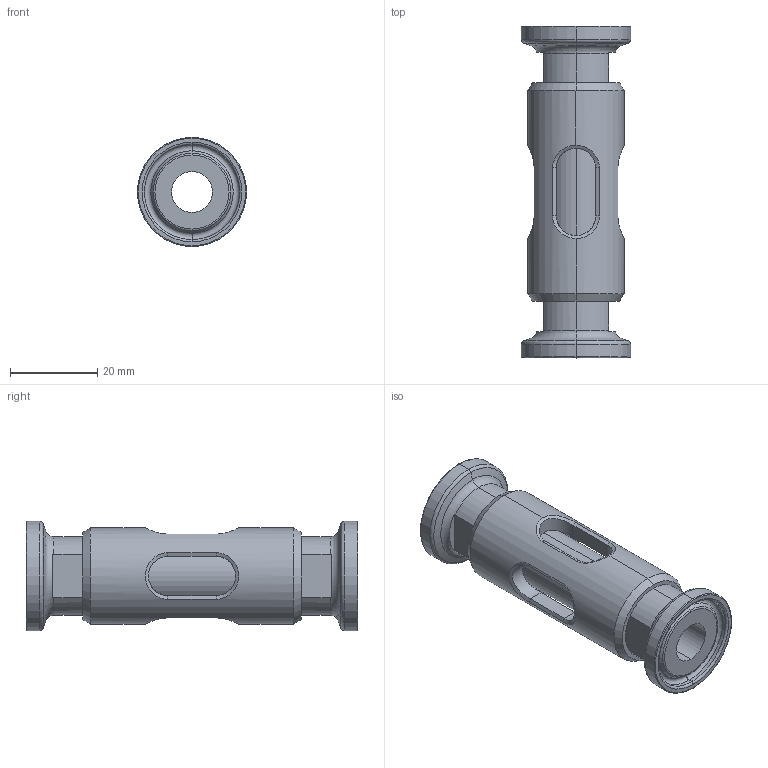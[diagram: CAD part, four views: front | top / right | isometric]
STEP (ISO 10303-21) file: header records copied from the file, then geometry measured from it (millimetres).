
FILE_DESCRIPTION (( 'STEP AP214' ), '1' );
FILE_NAME ('SG.SV.050.STEP', '2020-03-30T10:24:17', ( '' ), ( '' ), 'SwSTEP 2.0', 'SolidWorks 2019', '' );
FILE_SCHEMA (( 'AUTOMOTIVE_DESIGN' ));
Length unit declared in the file: millimetre
Products named in the file (1): SG.SV.050
Bounding box: 25 x 76 x 25 mm (x, y, z)
Volume: 17820.2 mm3; surface area: 14819.1 mm2
Topology: 4 solids, 4 shells, 130 faces, 328 edges, 208 vertices
Faces by surface type: plane 42, cylinder 40, torus 24, cone 16, bspline 8
Entity records: 5307 total; most frequent: CARTESIAN_POINT 2051, ORIENTED_EDGE 656, DIRECTION 626, EDGE_CURVE 328, AXIS2_PLACEMENT_3D 259, VERTEX_POINT 208, EDGE_LOOP 148, CIRCLE 136
